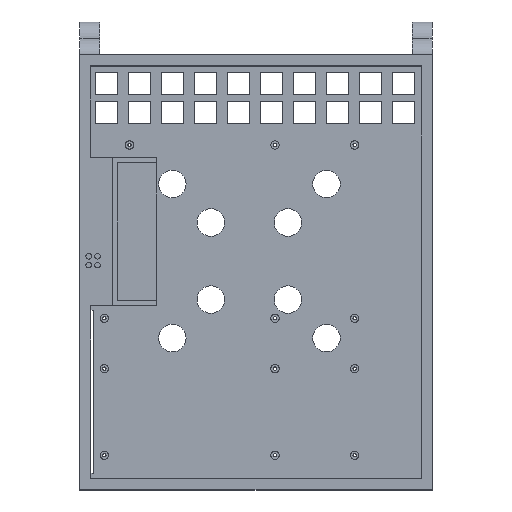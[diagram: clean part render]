
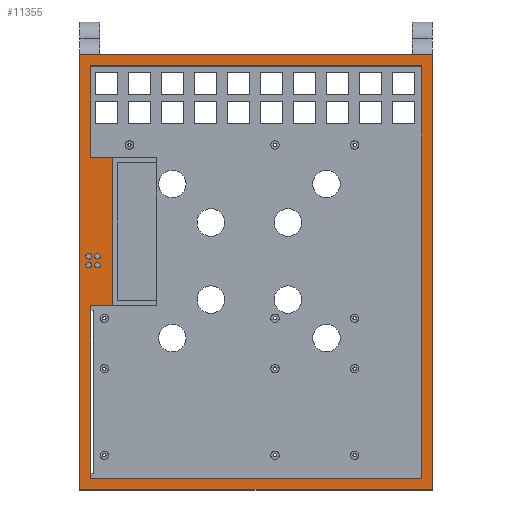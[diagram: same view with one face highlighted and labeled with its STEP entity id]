
A CAD part, top view. The second image highlights one B-rep face of the part: STEP entity #11355.
In plain terms, the highlighted planar face has unit normal (0, 0, 1).
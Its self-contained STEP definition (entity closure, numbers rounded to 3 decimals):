
#424=FACE_BOUND('',#1966,.T.);
#425=FACE_BOUND('',#1967,.T.);
#426=FACE_BOUND('',#1968,.T.);
#427=FACE_BOUND('',#1969,.T.);
#428=FACE_BOUND('',#1970,.T.);
#904=PLANE('',#12061);
#1365=FACE_OUTER_BOUND('',#1965,.T.);
#1965=EDGE_LOOP('',(#9325,#9326,#9327,#9328));
#1966=EDGE_LOOP('',(#9329));
#1967=EDGE_LOOP('',(#9330));
#1968=EDGE_LOOP('',(#9331));
#1969=EDGE_LOOP('',(#9332));
#1970=EDGE_LOOP('',(#9333,#9334,#9335,#9336,#9337,#9338,#9339,#9340));
#2478=LINE('',#15473,#3746);
#2541=LINE('',#15667,#3809);
#3243=LINE('',#17243,#4511);
#3288=LINE('',#17348,#4556);
#3289=LINE('',#17350,#4557);
#3290=LINE('',#17351,#4558);
#3291=LINE('',#17354,#4559);
#3292=LINE('',#17356,#4560);
#3293=LINE('',#17358,#4561);
#3294=LINE('',#17359,#4562);
#3295=LINE('',#17361,#4563);
#3296=LINE('',#17362,#4564);
#3746=VECTOR('',#12562,10.);
#3809=VECTOR('',#12715,10.);
#4511=VECTOR('',#14123,10.);
#4556=VECTOR('',#14186,10.);
#4557=VECTOR('',#14187,10.);
#4558=VECTOR('',#14188,10.);
#4559=VECTOR('',#14189,10.);
#4560=VECTOR('',#14190,10.);
#4561=VECTOR('',#14191,10.);
#4562=VECTOR('',#14192,10.);
#4563=VECTOR('',#14193,10.);
#4564=VECTOR('',#14194,10.);
#4982=CIRCLE('',#11605,2.5);
#4984=CIRCLE('',#11608,2.5);
#4986=CIRCLE('',#11611,2.5);
#4988=CIRCLE('',#11614,2.5);
#5272=VERTEX_POINT('',#15342);
#5274=VERTEX_POINT('',#15348);
#5276=VERTEX_POINT('',#15354);
#5278=VERTEX_POINT('',#15360);
#5319=VERTEX_POINT('',#15470);
#5320=VERTEX_POINT('',#15472);
#5406=VERTEX_POINT('',#15666);
#5920=VERTEX_POINT('',#17240);
#5921=VERTEX_POINT('',#17242);
#5972=VERTEX_POINT('',#17347);
#5973=VERTEX_POINT('',#17349);
#5974=VERTEX_POINT('',#17352);
#5975=VERTEX_POINT('',#17353);
#5976=VERTEX_POINT('',#17355);
#5977=VERTEX_POINT('',#17357);
#5978=VERTEX_POINT('',#17360);
#6296=EDGE_CURVE('',#5272,#5272,#4982,.T.);
#6299=EDGE_CURVE('',#5274,#5274,#4984,.T.);
#6302=EDGE_CURVE('',#5276,#5276,#4986,.T.);
#6305=EDGE_CURVE('',#5278,#5278,#4988,.T.);
#6362=EDGE_CURVE('',#5320,#5319,#2478,.T.);
#6461=EDGE_CURVE('',#5406,#5320,#2541,.T.);
#7247=EDGE_CURVE('',#5921,#5920,#3243,.T.);
#7300=EDGE_CURVE('',#5920,#5972,#3288,.T.);
#7301=EDGE_CURVE('',#5972,#5973,#3289,.T.);
#7302=EDGE_CURVE('',#5973,#5921,#3290,.T.);
#7303=EDGE_CURVE('',#5974,#5975,#3291,.T.);
#7304=EDGE_CURVE('',#5976,#5974,#3292,.T.);
#7305=EDGE_CURVE('',#5976,#5977,#3293,.T.);
#7306=EDGE_CURVE('',#5977,#5406,#3294,.T.);
#7307=EDGE_CURVE('',#5319,#5978,#3295,.T.);
#7308=EDGE_CURVE('',#5978,#5975,#3296,.T.);
#9325=ORIENTED_EDGE('',*,*,#7300,.T.);
#9326=ORIENTED_EDGE('',*,*,#7301,.T.);
#9327=ORIENTED_EDGE('',*,*,#7302,.T.);
#9328=ORIENTED_EDGE('',*,*,#7247,.T.);
#9329=ORIENTED_EDGE('',*,*,#6296,.T.);
#9330=ORIENTED_EDGE('',*,*,#6299,.T.);
#9331=ORIENTED_EDGE('',*,*,#6302,.T.);
#9332=ORIENTED_EDGE('',*,*,#6305,.T.);
#9333=ORIENTED_EDGE('',*,*,#7303,.F.);
#9334=ORIENTED_EDGE('',*,*,#7304,.F.);
#9335=ORIENTED_EDGE('',*,*,#7305,.T.);
#9336=ORIENTED_EDGE('',*,*,#7306,.T.);
#9337=ORIENTED_EDGE('',*,*,#6461,.T.);
#9338=ORIENTED_EDGE('',*,*,#6362,.T.);
#9339=ORIENTED_EDGE('',*,*,#7307,.T.);
#9340=ORIENTED_EDGE('',*,*,#7308,.T.);
#11355=ADVANCED_FACE('',(#1365,#424,#425,#426,#427,#428),#904,.T.);
#11605=AXIS2_PLACEMENT_3D('',#15343,#12430,#12431);
#11608=AXIS2_PLACEMENT_3D('',#15349,#12437,#12438);
#11611=AXIS2_PLACEMENT_3D('',#15355,#12444,#12445);
#11614=AXIS2_PLACEMENT_3D('',#15361,#12451,#12452);
#12061=AXIS2_PLACEMENT_3D('',#17346,#14184,#14185);
#12430=DIRECTION('center_axis',(0.,0.,-1.));
#12431=DIRECTION('ref_axis',(1.,0.,0.));
#12437=DIRECTION('center_axis',(0.,0.,-1.));
#12438=DIRECTION('ref_axis',(1.,0.,0.));
#12444=DIRECTION('center_axis',(0.,0.,-1.));
#12445=DIRECTION('ref_axis',(1.,0.,0.));
#12451=DIRECTION('center_axis',(0.,0.,-1.));
#12452=DIRECTION('ref_axis',(1.,0.,0.));
#12562=DIRECTION('',(-1.,0.,0.));
#12715=DIRECTION('',(0.,-1.,0.));
#14123=DIRECTION('',(-1.,0.,0.));
#14184=DIRECTION('center_axis',(0.,0.,1.));
#14185=DIRECTION('ref_axis',(1.,0.,0.));
#14186=DIRECTION('',(0.,-1.,0.));
#14187=DIRECTION('',(1.,0.,0.));
#14188=DIRECTION('',(0.,1.,0.));
#14189=DIRECTION('',(0.,-1.,0.));
#14190=DIRECTION('',(1.,0.,0.));
#14191=DIRECTION('',(0.,1.,0.));
#14192=DIRECTION('',(1.,0.,0.));
#14193=DIRECTION('',(0.,1.,0.));
#14194=DIRECTION('',(1.,0.,0.));
#15342=CARTESIAN_POINT('',(-8.768,180.49,168.));
#15343=CARTESIAN_POINT('Origin',(-6.268,180.49,168.));
#15348=CARTESIAN_POINT('',(-16.768,180.49,168.));
#15349=CARTESIAN_POINT('Origin',(-14.268,180.49,168.));
#15354=CARTESIAN_POINT('',(-8.768,172.49,168.));
#15355=CARTESIAN_POINT('Origin',(-6.268,172.49,168.));
#15360=CARTESIAN_POINT('',(-16.768,172.49,168.));
#15361=CARTESIAN_POINT('Origin',(-14.268,172.49,168.));
#15470=CARTESIAN_POINT('',(-12.268,-21.51,168.));
#15472=CARTESIAN_POINT('',(287.732,-21.51,168.));
#15473=CARTESIAN_POINT('',(287.732,-21.51,168.));
#15666=CARTESIAN_POINT('',(287.732,353.49,168.));
#15667=CARTESIAN_POINT('',(287.732,353.49,168.));
#17240=CARTESIAN_POINT('',(-22.268,363.49,168.));
#17242=CARTESIAN_POINT('',(297.732,363.49,168.));
#17243=CARTESIAN_POINT('',(297.732,363.49,168.));
#17346=CARTESIAN_POINT('Origin',(137.732,165.99,168.));
#17347=CARTESIAN_POINT('',(-22.268,-31.51,168.));
#17348=CARTESIAN_POINT('',(-22.268,363.49,168.));
#17349=CARTESIAN_POINT('',(297.732,-31.51,168.));
#17350=CARTESIAN_POINT('',(-22.268,-31.51,168.));
#17351=CARTESIAN_POINT('',(297.732,-31.51,168.));
#17352=CARTESIAN_POINT('',(7.732,270.49,168.));
#17353=CARTESIAN_POINT('',(7.732,135.49,168.));
#17354=CARTESIAN_POINT('',(7.732,184.49,168.));
#17355=CARTESIAN_POINT('',(-12.268,270.49,168.));
#17356=CARTESIAN_POINT('',(-22.268,270.49,168.));
#17357=CARTESIAN_POINT('',(-12.268,353.49,168.));
#17358=CARTESIAN_POINT('',(-12.268,-21.51,168.));
#17359=CARTESIAN_POINT('',(-12.268,353.49,168.));
#17360=CARTESIAN_POINT('',(-12.268,135.49,168.));
#17361=CARTESIAN_POINT('',(-12.268,-21.51,168.));
#17362=CARTESIAN_POINT('',(-22.268,135.49,168.));
